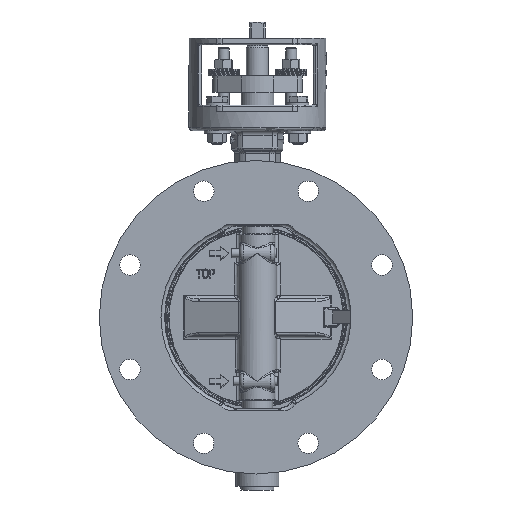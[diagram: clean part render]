
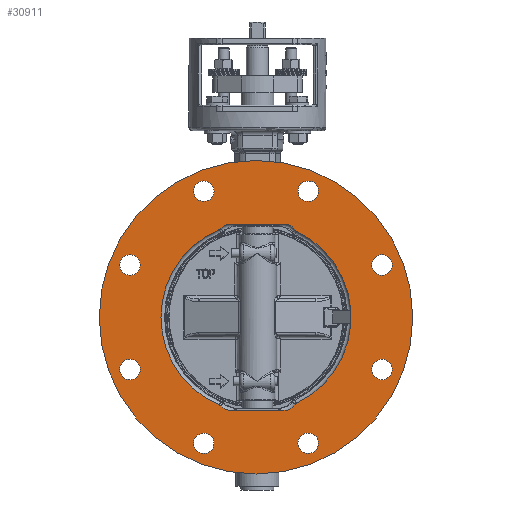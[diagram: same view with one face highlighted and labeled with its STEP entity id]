
A CAD part, left-side view. The second image highlights one B-rep face of the part: STEP entity #30911.
In plain terms, the highlighted planar face has unit normal (-1, 0, 0).
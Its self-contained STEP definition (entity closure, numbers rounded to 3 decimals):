
#2130=LINE('',#81625,#3770);
#2131=LINE('',#81626,#3771);
#3770=VECTOR('',#39393,10.);
#3771=VECTOR('',#39394,10.);
#5201=PLANE('',#33592);
#6312=FACE_BOUND('',#9724,.T.);
#6313=FACE_BOUND('',#9725,.T.);
#6314=FACE_BOUND('',#9726,.T.);
#6315=FACE_BOUND('',#9727,.T.);
#6316=FACE_BOUND('',#9728,.T.);
#6317=FACE_BOUND('',#9729,.T.);
#6318=FACE_BOUND('',#9730,.T.);
#6319=FACE_BOUND('',#9731,.T.);
#6320=FACE_BOUND('',#9732,.T.);
#7515=FACE_OUTER_BOUND('',#9723,.T.);
#9723=EDGE_LOOP('',(#23479));
#9724=EDGE_LOOP('',(#23480));
#9725=EDGE_LOOP('',(#23481));
#9726=EDGE_LOOP('',(#23482));
#9727=EDGE_LOOP('',(#23483));
#9728=EDGE_LOOP('',(#23484));
#9729=EDGE_LOOP('',(#23485));
#9730=EDGE_LOOP('',(#23486));
#9731=EDGE_LOOP('',(#23487));
#9732=EDGE_LOOP('',(#23488,#23489,#23490,#23491,#23492,#23493,#23494,#23495,
#23496,#23497,#23498,#23499));
#11702=CIRCLE('',#33477,15.);
#11707=CIRCLE('',#33490,15.);
#11710=CIRCLE('',#33496,104.);
#11712=CIRCLE('',#33499,15.);
#11713=CIRCLE('',#33501,3.);
#11732=CIRCLE('',#33535,3.);
#11735=CIRCLE('',#33539,15.);
#11739=CIRCLE('',#33545,11.2);
#11743=CIRCLE('',#33551,11.2);
#11749=CIRCLE('',#33560,11.2);
#11753=CIRCLE('',#33566,11.2);
#11757=CIRCLE('',#33572,11.2);
#11761=CIRCLE('',#33578,11.2);
#11765=CIRCLE('',#33584,11.2);
#11769=CIRCLE('',#33590,11.2);
#11771=CIRCLE('',#33593,171.5);
#11772=CIRCLE('',#33594,3.);
#11773=CIRCLE('',#33595,104.);
#11774=CIRCLE('',#33596,3.);
#13927=VERTEX_POINT('',#81073);
#13928=VERTEX_POINT('',#81075);
#13934=VERTEX_POINT('',#81120);
#13935=VERTEX_POINT('',#81122);
#13940=VERTEX_POINT('',#81148);
#13942=VERTEX_POINT('',#81152);
#13944=VERTEX_POINT('',#81158);
#13945=VERTEX_POINT('',#81160);
#14007=VERTEX_POINT('',#81521);
#14009=VERTEX_POINT('',#81528);
#14012=VERTEX_POINT('',#81538);
#14016=VERTEX_POINT('',#81548);
#14022=VERTEX_POINT('',#81563);
#14026=VERTEX_POINT('',#81573);
#14030=VERTEX_POINT('',#81583);
#14034=VERTEX_POINT('',#81593);
#14038=VERTEX_POINT('',#81603);
#14042=VERTEX_POINT('',#81613);
#14044=VERTEX_POINT('',#81618);
#14045=VERTEX_POINT('',#81620);
#14046=VERTEX_POINT('',#81622);
#17340=EDGE_CURVE('',#13927,#13928,#11702,.T.);
#17352=EDGE_CURVE('',#13934,#13935,#11707,.T.);
#17361=EDGE_CURVE('',#13942,#13940,#11710,.T.);
#17364=EDGE_CURVE('',#13944,#13945,#11712,.T.);
#17366=EDGE_CURVE('',#13945,#13942,#11713,.T.);
#17430=EDGE_CURVE('',#13940,#14007,#11732,.T.);
#17434=EDGE_CURVE('',#14007,#14009,#11735,.T.);
#17439=EDGE_CURVE('',#14012,#14012,#11739,.T.);
#17443=EDGE_CURVE('',#14016,#14016,#11743,.T.);
#17449=EDGE_CURVE('',#14022,#14022,#11749,.T.);
#17453=EDGE_CURVE('',#14026,#14026,#11753,.T.);
#17457=EDGE_CURVE('',#14030,#14030,#11757,.T.);
#17461=EDGE_CURVE('',#14034,#14034,#11761,.T.);
#17465=EDGE_CURVE('',#14038,#14038,#11765,.T.);
#17469=EDGE_CURVE('',#14042,#14042,#11769,.T.);
#17471=EDGE_CURVE('',#14044,#14044,#11771,.T.);
#17472=EDGE_CURVE('',#14045,#13934,#11772,.T.);
#17473=EDGE_CURVE('',#14046,#14045,#11773,.T.);
#17474=EDGE_CURVE('',#13928,#14046,#11774,.T.);
#17475=EDGE_CURVE('',#14009,#13927,#2130,.T.);
#17476=EDGE_CURVE('',#13935,#13944,#2131,.T.);
#23479=ORIENTED_EDGE('',*,*,#17471,.F.);
#23480=ORIENTED_EDGE('',*,*,#17443,.T.);
#23481=ORIENTED_EDGE('',*,*,#17439,.T.);
#23482=ORIENTED_EDGE('',*,*,#17449,.T.);
#23483=ORIENTED_EDGE('',*,*,#17453,.T.);
#23484=ORIENTED_EDGE('',*,*,#17457,.T.);
#23485=ORIENTED_EDGE('',*,*,#17461,.T.);
#23486=ORIENTED_EDGE('',*,*,#17465,.T.);
#23487=ORIENTED_EDGE('',*,*,#17469,.T.);
#23488=ORIENTED_EDGE('',*,*,#17352,.F.);
#23489=ORIENTED_EDGE('',*,*,#17472,.F.);
#23490=ORIENTED_EDGE('',*,*,#17473,.F.);
#23491=ORIENTED_EDGE('',*,*,#17474,.F.);
#23492=ORIENTED_EDGE('',*,*,#17340,.F.);
#23493=ORIENTED_EDGE('',*,*,#17475,.F.);
#23494=ORIENTED_EDGE('',*,*,#17434,.F.);
#23495=ORIENTED_EDGE('',*,*,#17430,.F.);
#23496=ORIENTED_EDGE('',*,*,#17361,.F.);
#23497=ORIENTED_EDGE('',*,*,#17366,.F.);
#23498=ORIENTED_EDGE('',*,*,#17364,.F.);
#23499=ORIENTED_EDGE('',*,*,#17476,.F.);
#30911=ADVANCED_FACE('',(#7515,#6312,#6313,#6314,#6315,#6316,#6317,#6318,
#6319,#6320),#5201,.F.);
#33477=AXIS2_PLACEMENT_3D('',#81076,#39121,#39122);
#33490=AXIS2_PLACEMENT_3D('',#81123,#39150,#39151);
#33496=AXIS2_PLACEMENT_3D('',#81154,#39166,#39167);
#33499=AXIS2_PLACEMENT_3D('',#81161,#39173,#39174);
#33501=AXIS2_PLACEMENT_3D('',#81164,#39178,#39179);
#33535=AXIS2_PLACEMENT_3D('',#81522,#39267,#39268);
#33539=AXIS2_PLACEMENT_3D('',#81529,#39276,#39277);
#33545=AXIS2_PLACEMENT_3D('',#81539,#39289,#39290);
#33551=AXIS2_PLACEMENT_3D('',#81549,#39301,#39302);
#33560=AXIS2_PLACEMENT_3D('',#81564,#39319,#39320);
#33566=AXIS2_PLACEMENT_3D('',#81574,#39331,#39332);
#33572=AXIS2_PLACEMENT_3D('',#81584,#39343,#39344);
#33578=AXIS2_PLACEMENT_3D('',#81594,#39355,#39356);
#33584=AXIS2_PLACEMENT_3D('',#81604,#39367,#39368);
#33590=AXIS2_PLACEMENT_3D('',#81614,#39379,#39380);
#33592=AXIS2_PLACEMENT_3D('',#81617,#39383,#39384);
#33593=AXIS2_PLACEMENT_3D('',#81619,#39385,#39386);
#33594=AXIS2_PLACEMENT_3D('',#81621,#39387,#39388);
#33595=AXIS2_PLACEMENT_3D('',#81623,#39389,#39390);
#33596=AXIS2_PLACEMENT_3D('',#81624,#39391,#39392);
#39121=DIRECTION('center_axis',(-1.,0.,0.));
#39122=DIRECTION('ref_axis',(0.,0.,1.));
#39150=DIRECTION('center_axis',(-1.,0.,0.));
#39151=DIRECTION('ref_axis',(0.,0.,-1.));
#39166=DIRECTION('center_axis',(-1.,0.,0.));
#39167=DIRECTION('ref_axis',(0.,1.,0.));
#39173=DIRECTION('center_axis',(-1.,0.,0.));
#39174=DIRECTION('ref_axis',(0.,0.,-1.));
#39178=DIRECTION('center_axis',(1.,0.,0.));
#39179=DIRECTION('ref_axis',(0.,-0.585,-0.811));
#39267=DIRECTION('center_axis',(1.,0.,0.));
#39268=DIRECTION('ref_axis',(0.,-0.585,0.811));
#39276=DIRECTION('center_axis',(-1.,0.,0.));
#39277=DIRECTION('ref_axis',(0.,0.,1.));
#39289=DIRECTION('center_axis',(1.,0.,0.));
#39290=DIRECTION('ref_axis',(0.,-1.,0.));
#39301=DIRECTION('center_axis',(1.,0.,0.));
#39302=DIRECTION('ref_axis',(0.,-0.707,-0.707));
#39319=DIRECTION('center_axis',(1.,0.,0.));
#39320=DIRECTION('ref_axis',(0.,-0.707,0.707));
#39331=DIRECTION('center_axis',(1.,0.,0.));
#39332=DIRECTION('ref_axis',(0.,0.,1.));
#39343=DIRECTION('center_axis',(1.,0.,0.));
#39344=DIRECTION('ref_axis',(0.,0.707,0.707));
#39355=DIRECTION('center_axis',(1.,0.,0.));
#39356=DIRECTION('ref_axis',(0.,1.,0.));
#39367=DIRECTION('center_axis',(1.,0.,0.));
#39368=DIRECTION('ref_axis',(0.,0.707,-0.707));
#39379=DIRECTION('center_axis',(1.,0.,0.));
#39380=DIRECTION('ref_axis',(0.,0.,-1.));
#39383=DIRECTION('center_axis',(1.,0.,0.));
#39384=DIRECTION('ref_axis',(0.,0.,-1.));
#39385=DIRECTION('center_axis',(1.,0.,0.));
#39386=DIRECTION('ref_axis',(0.,1.,0.));
#39387=DIRECTION('center_axis',(1.,0.,0.));
#39388=DIRECTION('ref_axis',(0.,0.658,-0.753));
#39389=DIRECTION('center_axis',(-1.,0.,0.));
#39390=DIRECTION('ref_axis',(0.,1.,0.));
#39391=DIRECTION('center_axis',(1.,0.,0.));
#39392=DIRECTION('ref_axis',(0.,0.658,0.753));
#39393=DIRECTION('',(0.,-1.,0.));
#39394=DIRECTION('',(0.,1.,0.));
#81073=CARTESIAN_POINT('',(-76.,-30.5,-102.));
#81075=CARTESIAN_POINT('',(-76.,-43.084,-95.164));
#81076=CARTESIAN_POINT('Origin',(-76.,-30.5,-87.));
#81120=CARTESIAN_POINT('',(-76.,-43.084,95.164));
#81122=CARTESIAN_POINT('',(-76.,-30.5,102.));
#81123=CARTESIAN_POINT('Origin',(-76.,-30.5,87.));
#81148=CARTESIAN_POINT('',(-76.,39.947,-96.022));
#81152=CARTESIAN_POINT('',(-76.,39.947,96.022));
#81154=CARTESIAN_POINT('Origin',(-76.,0.,0.));
#81158=CARTESIAN_POINT('',(-76.,27.5,102.));
#81160=CARTESIAN_POINT('',(-76.,38.833,96.826));
#81161=CARTESIAN_POINT('Origin',(-76.,27.5,87.));
#81164=CARTESIAN_POINT('Origin',(-76.,41.1,98.792));
#81521=CARTESIAN_POINT('',(-76.,38.833,-96.826));
#81522=CARTESIAN_POINT('Origin',(-76.,41.1,-98.792));
#81528=CARTESIAN_POINT('',(-76.,27.5,-102.));
#81529=CARTESIAN_POINT('Origin',(-76.,27.5,-87.));
#81538=CARTESIAN_POINT('',(-76.,68.316,137.889));
#81539=CARTESIAN_POINT('Origin',(-76.,57.116,137.889));
#81548=CARTESIAN_POINT('',(-76.,-49.196,145.809));
#81549=CARTESIAN_POINT('Origin',(-76.,-57.116,137.889));
#81563=CARTESIAN_POINT('',(-76.,145.809,49.196));
#81564=CARTESIAN_POINT('Origin',(-76.,137.889,57.116));
#81573=CARTESIAN_POINT('',(-76.,137.889,-68.316));
#81574=CARTESIAN_POINT('Origin',(-76.,137.889,-57.116));
#81583=CARTESIAN_POINT('',(-76.,49.196,-145.809));
#81584=CARTESIAN_POINT('Origin',(-76.,57.116,-137.889));
#81593=CARTESIAN_POINT('',(-76.,-68.316,-137.889));
#81594=CARTESIAN_POINT('Origin',(-76.,-57.116,-137.889));
#81603=CARTESIAN_POINT('',(-76.,-145.809,-49.196));
#81604=CARTESIAN_POINT('Origin',(-76.,-137.889,-57.116));
#81613=CARTESIAN_POINT('',(-76.,-137.889,68.316));
#81614=CARTESIAN_POINT('Origin',(-76.,-137.889,57.116));
#81617=CARTESIAN_POINT('Origin',(-76.,-171.501,230.001));
#81618=CARTESIAN_POINT('',(-76.,-171.5,0.));
#81619=CARTESIAN_POINT('Origin',(-76.,0.,0.));
#81620=CARTESIAN_POINT('',(-76.,-44.322,94.083));
#81621=CARTESIAN_POINT('Origin',(-76.,-45.601,96.797));
#81622=CARTESIAN_POINT('',(-76.,-44.322,-94.083));
#81623=CARTESIAN_POINT('Origin',(-76.,0.,0.));
#81624=CARTESIAN_POINT('Origin',(-76.,-45.601,-96.797));
#81625=CARTESIAN_POINT('',(-76.,-101.001,-102.));
#81626=CARTESIAN_POINT('',(-76.,-101.001,102.));
